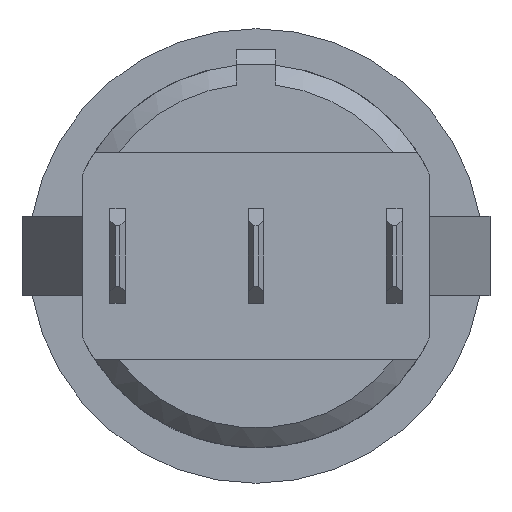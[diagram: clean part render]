
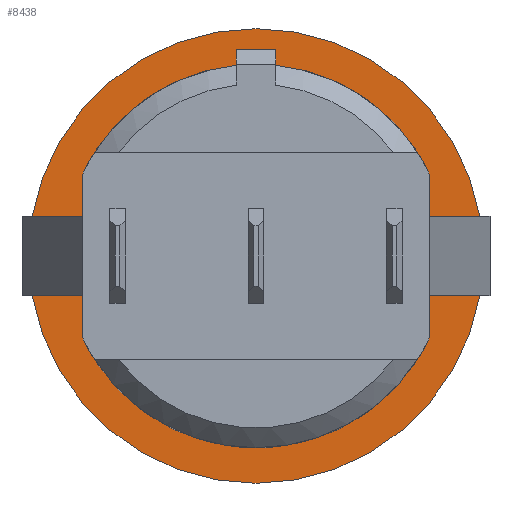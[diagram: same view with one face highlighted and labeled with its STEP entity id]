
A CAD part, front view. The second image highlights one B-rep face of the part: STEP entity #8438.
In plain terms, the highlighted planar face has unit normal (0, -1, 0).
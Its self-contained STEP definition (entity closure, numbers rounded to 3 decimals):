
#46 = EDGE_CURVE ( 'NONE', #685, #7799, #1707, .T. ) ;
#278 = LINE ( 'NONE', #3748, #7793 ) ;
#339 = EDGE_LOOP ( 'NONE', ( #9009, #6392 ) ) ;
#420 = VERTEX_POINT ( 'NONE', #2593 ) ;
#524 = CARTESIAN_POINT ( 'NONE',  ( 10.169, 15., 2. ) ) ;
#576 = LINE ( 'NONE', #5643, #4773 ) ;
#685 = VERTEX_POINT ( 'NONE', #10062 ) ;
#707 = ORIENTED_EDGE ( 'NONE', *, *, #8346, .F. ) ;
#718 = CARTESIAN_POINT ( 'NONE',  ( 0., 15., 0. ) ) ;
#811 = CIRCLE ( 'NONE', #8666, 9.7 ) ;
#814 = ORIENTED_EDGE ( 'NONE', *, *, #5552, .T. ) ;
#921 = LINE ( 'NONE', #4402, #4950 ) ;
#926 = VERTEX_POINT ( 'NONE', #1014 ) ;
#927 = DIRECTION ( 'NONE',  ( 0., 1., 0. ) ) ;
#962 = LINE ( 'NONE', #3898, #3738 ) ;
#971 = CARTESIAN_POINT ( 'NONE',  ( -10.169, 15., -2. ) ) ;
#977 = DIRECTION ( 'NONE',  ( -1., 0., 0. ) ) ;
#979 = FACE_BOUND ( 'NONE', #1550, .T. ) ;
#1014 = CARTESIAN_POINT ( 'NONE',  ( 10.169, 15., -2. ) ) ;
#1162 = CARTESIAN_POINT ( 'NONE',  ( -1., 15., 9.648 ) ) ;
#1550 = EDGE_LOOP ( 'NONE', ( #9119, #5680, #6130, #8871 ) ) ;
#1603 = VECTOR ( 'NONE', #2762, 1000. ) ;
#1707 = CIRCLE ( 'NONE', #6272, 9.7 ) ;
#1880 = FACE_BOUND ( 'NONE', #4409, .T. ) ;
#1937 = VERTEX_POINT ( 'NONE', #6389 ) ;
#2312 = AXIS2_PLACEMENT_3D ( 'NONE', #3104, #9072, #7288 ) ;
#2339 = CARTESIAN_POINT ( 'NONE',  ( 1., 15., 10.45 ) ) ;
#2341 = DIRECTION ( 'NONE',  ( 0., 0., 1. ) ) ;
#2359 = VERTEX_POINT ( 'NONE', #9046 ) ;
#2360 = VECTOR ( 'NONE', #10800, 1000. ) ;
#2477 = CIRCLE ( 'NONE', #6499, 11.5 ) ;
#2593 = CARTESIAN_POINT ( 'NONE',  ( -10.169, 15., -2. ) ) ;
#2761 = CARTESIAN_POINT ( 'NONE',  ( 8.8, 15., 4.5 ) ) ;
#2762 = DIRECTION ( 'NONE',  ( 0., 0., 1. ) ) ;
#2909 = VECTOR ( 'NONE', #8745, 1000. ) ;
#2986 = CARTESIAN_POINT ( 'NONE',  ( 1., 15., 10.45 ) ) ;
#3013 = VERTEX_POINT ( 'NONE', #8789 ) ;
#3086 = EDGE_CURVE ( 'NONE', #9449, #3785, #10676, .T. ) ;
#3104 = CARTESIAN_POINT ( 'NONE',  ( 0., 15., 0. ) ) ;
#3107 = EDGE_CURVE ( 'NONE', #3608, #3785, #811, .T. ) ;
#3150 = ORIENTED_EDGE ( 'NONE', *, *, #4294, .F. ) ;
#3521 = EDGE_CURVE ( 'NONE', #8503, #4345, #7238, .T. ) ;
#3554 = ORIENTED_EDGE ( 'NONE', *, *, #3655, .T. ) ;
#3589 = PLANE ( 'NONE',  #8432 ) ;
#3608 = VERTEX_POINT ( 'NONE', #5737 ) ;
#3655 = EDGE_CURVE ( 'NONE', #9449, #1937, #6325, .T. ) ;
#3727 = LINE ( 'NONE', #7967, #7123 ) ;
#3738 = VECTOR ( 'NONE', #7064, 1000. ) ;
#3748 = CARTESIAN_POINT ( 'NONE',  ( 10.169, 15., -2. ) ) ;
#3785 = VERTEX_POINT ( 'NONE', #4725 ) ;
#3816 = CARTESIAN_POINT ( 'NONE',  ( 0., 15., 0. ) ) ;
#3852 = LINE ( 'NONE', #2986, #2360 ) ;
#3898 = CARTESIAN_POINT ( 'NONE',  ( -1., 15., 10.45 ) ) ;
#3944 = CARTESIAN_POINT ( 'NONE',  ( -9.7, 15., -2. ) ) ;
#4012 = EDGE_CURVE ( 'NONE', #2359, #8515, #3727, .T. ) ;
#4129 = CARTESIAN_POINT ( 'NONE',  ( 0., 15., -11.5 ) ) ;
#4294 = EDGE_CURVE ( 'NONE', #420, #4472, #6009, .T. ) ;
#4345 = VERTEX_POINT ( 'NONE', #8766 ) ;
#4379 = CARTESIAN_POINT ( 'NONE',  ( -8.8, 15., 4.5 ) ) ;
#4402 = CARTESIAN_POINT ( 'NONE',  ( -9.7, 15., -2. ) ) ;
#4409 = EDGE_LOOP ( 'NONE', ( #814, #4612, #8139, #3554, #10613, #7541, #4561, #7001 ) ) ;
#4472 = VERTEX_POINT ( 'NONE', #3944 ) ;
#4534 = VERTEX_POINT ( 'NONE', #524 ) ;
#4561 = ORIENTED_EDGE ( 'NONE', *, *, #8363, .F. ) ;
#4580 = VECTOR ( 'NONE', #11230, 1000. ) ;
#4612 = ORIENTED_EDGE ( 'NONE', *, *, #3107, .T. ) ;
#4657 = DIRECTION ( 'NONE',  ( 0., 1., 0. ) ) ;
#4725 = CARTESIAN_POINT ( 'NONE',  ( 8.8, 15., 4.08 ) ) ;
#4744 = VERTEX_POINT ( 'NONE', #8274 ) ;
#4773 = VECTOR ( 'NONE', #9269, 1000. ) ;
#4848 = CARTESIAN_POINT ( 'NONE',  ( 0., 15., 0. ) ) ;
#4950 = VECTOR ( 'NONE', #9668, 1000. ) ;
#5061 = VECTOR ( 'NONE', #977, 1000. ) ;
#5124 = CARTESIAN_POINT ( 'NONE',  ( 10.169, 15., -2. ) ) ;
#5162 = CARTESIAN_POINT ( 'NONE',  ( -1., 15., 10.45 ) ) ;
#5193 = CARTESIAN_POINT ( 'NONE',  ( 0., 15., 0. ) ) ;
#5357 = CARTESIAN_POINT ( 'NONE',  ( 10.169, 15., 2. ) ) ;
#5522 = DIRECTION ( 'NONE',  ( 0., 1., 0. ) ) ;
#5552 = EDGE_CURVE ( 'NONE', #7462, #3608, #3852, .T. ) ;
#5603 = EDGE_CURVE ( 'NONE', #420, #4744, #6105, .T. ) ;
#5643 = CARTESIAN_POINT ( 'NONE',  ( -10.169, 15., 2. ) ) ;
#5680 = ORIENTED_EDGE ( 'NONE', *, *, #6265, .F. ) ;
#5737 = CARTESIAN_POINT ( 'NONE',  ( 1., 15., 9.648 ) ) ;
#6009 = LINE ( 'NONE', #11124, #4580 ) ;
#6105 = LINE ( 'NONE', #971, #2909 ) ;
#6130 = ORIENTED_EDGE ( 'NONE', *, *, #8906, .F. ) ;
#6169 = CARTESIAN_POINT ( 'NONE',  ( -1., 15., 10.45 ) ) ;
#6265 = EDGE_CURVE ( 'NONE', #4534, #8515, #10588, .T. ) ;
#6272 = AXIS2_PLACEMENT_3D ( 'NONE', #5193, #927, #7084 ) ;
#6325 = CIRCLE ( 'NONE', #7229, 9.7 ) ;
#6389 = CARTESIAN_POINT ( 'NONE',  ( -8.8, 15., -4.08 ) ) ;
#6392 = ORIENTED_EDGE ( 'NONE', *, *, #11262, .F. ) ;
#6499 = AXIS2_PLACEMENT_3D ( 'NONE', #4848, #7539, #2341 ) ;
#6503 = DIRECTION ( 'NONE',  ( 0., 0., 1. ) ) ;
#6621 = VECTOR ( 'NONE', #6845, 1000. ) ;
#6821 = CARTESIAN_POINT ( 'NONE',  ( 8.8, 15., -4.08 ) ) ;
#6845 = DIRECTION ( 'NONE',  ( -1., 0., 0. ) ) ;
#6889 = LINE ( 'NONE', #4379, #1603 ) ;
#7001 = ORIENTED_EDGE ( 'NONE', *, *, #10875, .T. ) ;
#7064 = DIRECTION ( 'NONE',  ( 1., 0., 0. ) ) ;
#7072 = EDGE_CURVE ( 'NONE', #926, #2359, #8572, .T. ) ;
#7084 = DIRECTION ( 'NONE',  ( 0., 0., 1. ) ) ;
#7123 = VECTOR ( 'NONE', #9748, 1000. ) ;
#7163 = CARTESIAN_POINT ( 'NONE',  ( 0., 15., 0. ) ) ;
#7229 = AXIS2_PLACEMENT_3D ( 'NONE', #718, #11245, #9463 ) ;
#7238 = CIRCLE ( 'NONE', #2312, 11.5 ) ;
#7288 = DIRECTION ( 'NONE',  ( 0., 0., 1. ) ) ;
#7439 = CARTESIAN_POINT ( 'NONE',  ( 9.7, 15., 2. ) ) ;
#7462 = VERTEX_POINT ( 'NONE', #2339 ) ;
#7514 = EDGE_CURVE ( 'NONE', #4744, #3013, #576, .T. ) ;
#7539 = DIRECTION ( 'NONE',  ( 0., 1., 0. ) ) ;
#7541 = ORIENTED_EDGE ( 'NONE', *, *, #46, .T. ) ;
#7793 = VECTOR ( 'NONE', #6503, 1000. ) ;
#7799 = VERTEX_POINT ( 'NONE', #1162 ) ;
#7967 = CARTESIAN_POINT ( 'NONE',  ( 9.7, 15., -2. ) ) ;
#7974 = DIRECTION ( 'NONE',  ( 0., 0., 1. ) ) ;
#8047 = FACE_OUTER_BOUND ( 'NONE', #339, .T. ) ;
#8107 = FACE_BOUND ( 'NONE', #11017, .T. ) ;
#8139 = ORIENTED_EDGE ( 'NONE', *, *, #3086, .F. ) ;
#8143 = DIRECTION ( 'NONE',  ( 0., 0., 1. ) ) ;
#8274 = CARTESIAN_POINT ( 'NONE',  ( -10.169, 15., 2. ) ) ;
#8346 = EDGE_CURVE ( 'NONE', #4472, #3013, #921, .T. ) ;
#8363 = EDGE_CURVE ( 'NONE', #9150, #7799, #10535, .T. ) ;
#8432 = AXIS2_PLACEMENT_3D ( 'NONE', #3816, #5522, #9030 ) ;
#8438 = ADVANCED_FACE ( 'NONE', ( #1880, #8107, #8047, #979 ), #3589, .F. ) ;
#8503 = VERTEX_POINT ( 'NONE', #4129 ) ;
#8515 = VERTEX_POINT ( 'NONE', #7439 ) ;
#8572 = LINE ( 'NONE', #5124, #6621 ) ;
#8666 = AXIS2_PLACEMENT_3D ( 'NONE', #7163, #4657, #8143 ) ;
#8745 = DIRECTION ( 'NONE',  ( 0., 0., 1. ) ) ;
#8766 = CARTESIAN_POINT ( 'NONE',  ( 0., 15., 11.5 ) ) ;
#8789 = CARTESIAN_POINT ( 'NONE',  ( -9.7, 15., 2. ) ) ;
#8871 = ORIENTED_EDGE ( 'NONE', *, *, #7072, .T. ) ;
#8906 = EDGE_CURVE ( 'NONE', #926, #4534, #278, .T. ) ;
#9009 = ORIENTED_EDGE ( 'NONE', *, *, #3521, .F. ) ;
#9030 = DIRECTION ( 'NONE',  ( 0., 0., 1. ) ) ;
#9046 = CARTESIAN_POINT ( 'NONE',  ( 9.7, 15., -2. ) ) ;
#9072 = DIRECTION ( 'NONE',  ( 0., 1., 0. ) ) ;
#9119 = ORIENTED_EDGE ( 'NONE', *, *, #4012, .T. ) ;
#9133 = EDGE_CURVE ( 'NONE', #1937, #685, #6889, .T. ) ;
#9150 = VERTEX_POINT ( 'NONE', #5162 ) ;
#9269 = DIRECTION ( 'NONE',  ( 1., 0., 0. ) ) ;
#9449 = VERTEX_POINT ( 'NONE', #6821 ) ;
#9463 = DIRECTION ( 'NONE',  ( 0., 0., 1. ) ) ;
#9583 = VECTOR ( 'NONE', #7974, 1000. ) ;
#9605 = DIRECTION ( 'NONE',  ( 0., 0., -1. ) ) ;
#9668 = DIRECTION ( 'NONE',  ( 0., 0., 1. ) ) ;
#9748 = DIRECTION ( 'NONE',  ( 0., 0., 1. ) ) ;
#10062 = CARTESIAN_POINT ( 'NONE',  ( -8.8, 15., 4.08 ) ) ;
#10452 = VECTOR ( 'NONE', #9605, 1000. ) ;
#10535 = LINE ( 'NONE', #6169, #10452 ) ;
#10588 = LINE ( 'NONE', #5357, #5061 ) ;
#10613 = ORIENTED_EDGE ( 'NONE', *, *, #9133, .T. ) ;
#10676 = LINE ( 'NONE', #2761, #9583 ) ;
#10796 = ORIENTED_EDGE ( 'NONE', *, *, #5603, .T. ) ;
#10800 = DIRECTION ( 'NONE',  ( 0., 0., -1. ) ) ;
#10875 = EDGE_CURVE ( 'NONE', #9150, #7462, #962, .T. ) ;
#11017 = EDGE_LOOP ( 'NONE', ( #707, #3150, #10796, #11310 ) ) ;
#11124 = CARTESIAN_POINT ( 'NONE',  ( -10.169, 15., -2. ) ) ;
#11230 = DIRECTION ( 'NONE',  ( 1., 0., 0. ) ) ;
#11245 = DIRECTION ( 'NONE',  ( 0., 1., 0. ) ) ;
#11262 = EDGE_CURVE ( 'NONE', #4345, #8503, #2477, .T. ) ;
#11310 = ORIENTED_EDGE ( 'NONE', *, *, #7514, .T. ) ;
